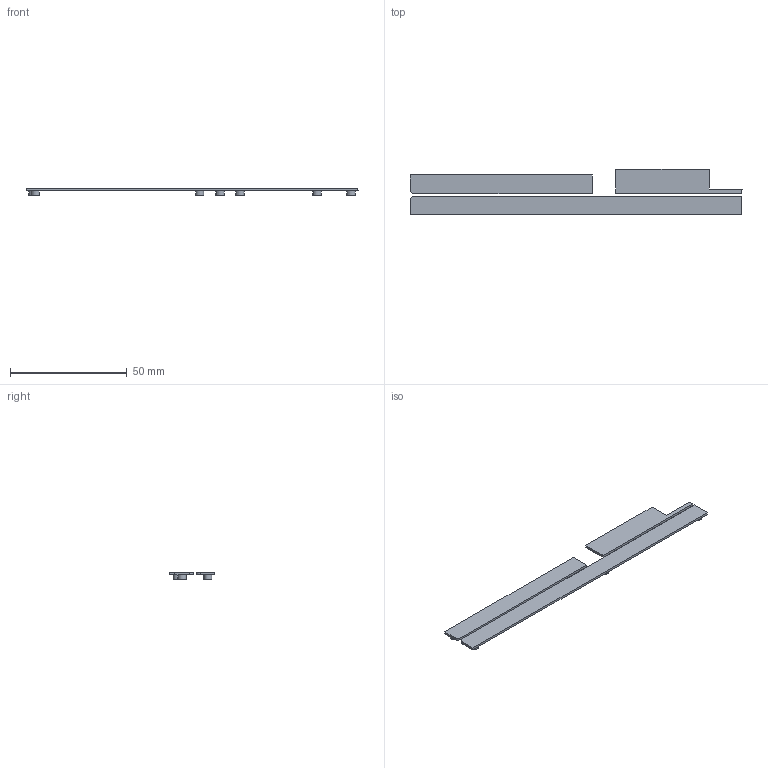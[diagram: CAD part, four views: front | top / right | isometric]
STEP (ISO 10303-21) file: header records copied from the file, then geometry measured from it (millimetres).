
FILE_DESCRIPTION(/* description */ (''),/* implementation_level */ '2;1');
FILE_NAME(/* name */ 'Tape Guide A.step',/* time_stamp */ '2018-03-12T15:15:26+01:00',/* author */ (''),/* organization */ (''),/* preprocessor_version */ 'ST-DEVELOPER v16.13',/* originating_system */ 'Autodesk Translation Framework v6.5.0.72',/* authorisation */ '');
FILE_SCHEMA (('AUTOMOTIVE_DESIGN { 1 0 10303 214 3 1 1 }'));
Length unit declared in the file: millimetre
Products named in the file (1): Tape Guide A
Bounding box: 142 x 19.55 x 3 mm (x, y, z)
Volume: 2340.9 mm3; surface area: 5165.7 mm2
Topology: 3 solids, 3 shells, 37 faces, 76 edges, 52 vertices
Faces by surface type: plane 28, cylinder 9
Full cylindrical faces by diameter (mm): 3.5 x7
Entity records: 1015 total; most frequent: DIRECTION 174, CARTESIAN_POINT 166, ORIENTED_EDGE 152, EDGE_CURVE 76, AXIS2_PLACEMENT_3D 60, LINE 54, VECTOR 54, VERTEX_POINT 52
